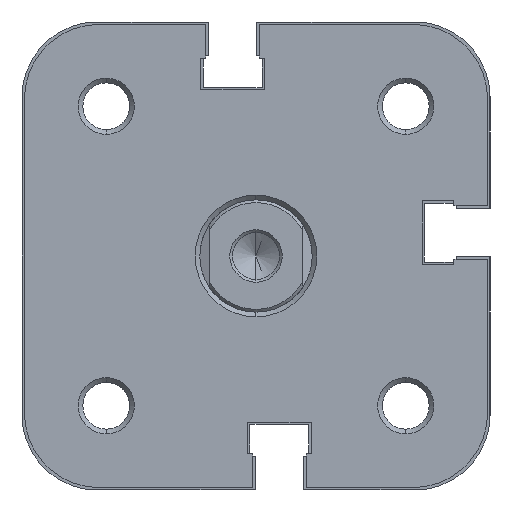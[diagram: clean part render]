
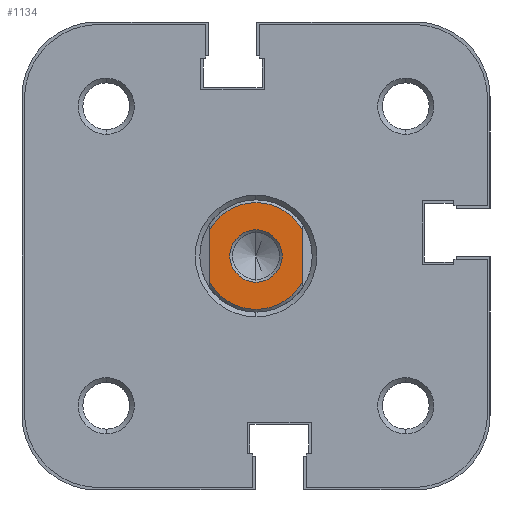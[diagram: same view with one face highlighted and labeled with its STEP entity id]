
A CAD part, left-side view. The second image highlights one B-rep face of the part: STEP entity #1134.
In plain terms, the highlighted face is planar.
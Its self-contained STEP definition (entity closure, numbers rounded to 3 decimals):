
#423 = EDGE_CURVE ( 'NONE', #6930, #6927, #4257, .T. ) ;
#1134 = ADVANCED_FACE ( 'NONE', ( #4644, #4640 ), #4191, .F. ) ;
#1204 = EDGE_CURVE ( 'NONE', #6454, #6449, #4803, .T. ) ;
#1205 = EDGE_CURVE ( 'NONE', #6496, #6450, #4804, .T. ) ;
#1231 = EDGE_CURVE ( 'NONE', #6454, #6450, #4833, .T. ) ;
#1232 = EDGE_CURVE ( 'NONE', #6927, #6930, #4835, .T. ) ;
#1239 = EDGE_CURVE ( 'NONE', #6496, #6449, #4846, .T. ) ;
#1498 = EDGE_LOOP ( 'NONE', ( #6171, #5383 ) ) ;
#1549 = EDGE_LOOP ( 'NONE', ( #6144, #6087, #6105, #5482 ) ) ;
#2662 = AXIS2_PLACEMENT_3D ( 'NONE', #3483, #3484, #3485 ) ;
#2854 = AXIS2_PLACEMENT_3D ( 'NONE', #4185, #4192, #4193 ) ;
#2941 = AXIS2_PLACEMENT_3D ( 'NONE', #5375, #5379, #5380 ) ;
#2943 = AXIS2_PLACEMENT_3D ( 'NONE', #5382, #5385, #5386 ) ;
#2951 = AXIS2_PLACEMENT_3D ( 'NONE', #5394, #5410, #5411 ) ;
#3483 = CARTESIAN_POINT ( 'NONE',  ( 456.5, 0., 0. ) ) ;
#3484 = DIRECTION ( 'NONE',  ( -1., 0., 0. ) ) ;
#3485 = DIRECTION ( 'NONE',  ( 0., -1., 0. ) ) ;
#4185 = CARTESIAN_POINT ( 'NONE',  ( 456.5, 6., 0. ) ) ;
#4191 = PLANE ( 'NONE',  #2854 ) ;
#4192 = DIRECTION ( 'NONE',  ( -1., 0., 0. ) ) ;
#4193 = DIRECTION ( 'NONE',  ( 0., -1., 0. ) ) ;
#4257 = CIRCLE ( 'NONE', #2662, 2.8 ) ;
#4640 = FACE_OUTER_BOUND ( 'NONE', #1549, .T. ) ;
#4644 = FACE_BOUND ( 'NONE', #1498, .T. ) ;
#4803 = LINE ( 'NONE', #5291, #4805 ) ;
#4804 = LINE ( 'NONE', #5281, #4806 ) ;
#4805 = VECTOR ( 'NONE', #5292, 1000. ) ;
#4806 = VECTOR ( 'NONE', #5293, 1000. ) ;
#4833 = CIRCLE ( 'NONE', #2941, 5.7 ) ;
#4835 = CIRCLE ( 'NONE', #2943, 2.8 ) ;
#4846 = CIRCLE ( 'NONE', #2951, 5.7 ) ;
#5281 = CARTESIAN_POINT ( 'NONE',  ( 456.5, 5., 3.317 ) ) ;
#5291 = CARTESIAN_POINT ( 'NONE',  ( 456.5, -5., 3.317 ) ) ;
#5292 = DIRECTION ( 'NONE',  ( 0., 0., 1. ) ) ;
#5293 = DIRECTION ( 'NONE',  ( 0., 0., -1. ) ) ;
#5375 = CARTESIAN_POINT ( 'NONE',  ( 456.5, 0., 0. ) ) ;
#5379 = DIRECTION ( 'NONE',  ( 1., 0., 0. ) ) ;
#5380 = DIRECTION ( 'NONE',  ( 0., -1., 0. ) ) ;
#5382 = CARTESIAN_POINT ( 'NONE',  ( 456.5, 0., 0. ) ) ;
#5383 = ORIENTED_EDGE ( 'NONE', *, *, #1232, .T. ) ;
#5385 = DIRECTION ( 'NONE',  ( -1., 0., 0. ) ) ;
#5386 = DIRECTION ( 'NONE',  ( 0., -1., 0. ) ) ;
#5394 = CARTESIAN_POINT ( 'NONE',  ( 456.5, 0., 0. ) ) ;
#5410 = DIRECTION ( 'NONE',  ( 1., 0., 0. ) ) ;
#5411 = DIRECTION ( 'NONE',  ( 0., -1., 0. ) ) ;
#5482 = ORIENTED_EDGE ( 'NONE', *, *, #1239, .T. ) ;
#5619 = CARTESIAN_POINT ( 'NONE',  ( 456.5, -5., 2.737 ) ) ;
#5620 = CARTESIAN_POINT ( 'NONE',  ( 456.5, 5., -2.737 ) ) ;
#5624 = CARTESIAN_POINT ( 'NONE',  ( 456.5, -5., -2.737 ) ) ;
#5664 = CARTESIAN_POINT ( 'NONE',  ( 456.5, 5., 2.737 ) ) ;
#5906 = CARTESIAN_POINT ( 'NONE',  ( 456.5, 0., 2.8 ) ) ;
#5909 = CARTESIAN_POINT ( 'NONE',  ( 456.5, 0., -2.8 ) ) ;
#6087 = ORIENTED_EDGE ( 'NONE', *, *, #1231, .T. ) ;
#6105 = ORIENTED_EDGE ( 'NONE', *, *, #1205, .F. ) ;
#6144 = ORIENTED_EDGE ( 'NONE', *, *, #1204, .F. ) ;
#6171 = ORIENTED_EDGE ( 'NONE', *, *, #423, .T. ) ;
#6449 = VERTEX_POINT ( 'NONE', #5619 ) ;
#6450 = VERTEX_POINT ( 'NONE', #5620 ) ;
#6454 = VERTEX_POINT ( 'NONE', #5624 ) ;
#6496 = VERTEX_POINT ( 'NONE', #5664 ) ;
#6927 = VERTEX_POINT ( 'NONE', #5906 ) ;
#6930 = VERTEX_POINT ( 'NONE', #5909 ) ;
